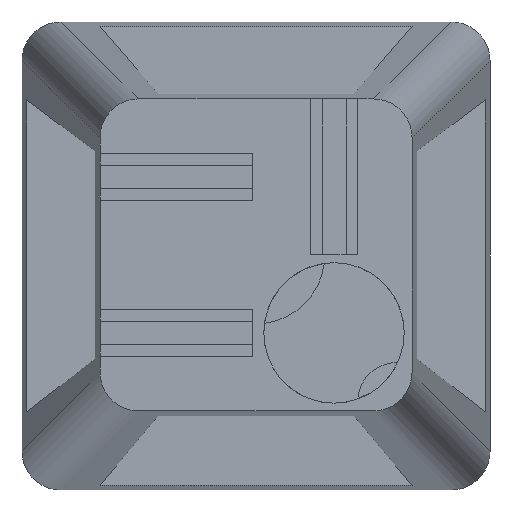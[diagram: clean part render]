
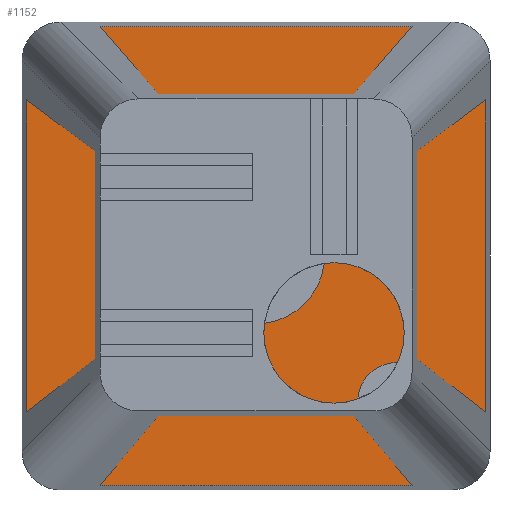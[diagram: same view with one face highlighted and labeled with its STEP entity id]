
A CAD part, top view. The second image highlights one B-rep face of the part: STEP entity #1152.
In plain terms, the highlighted planar face has unit normal (0, 0, 1).
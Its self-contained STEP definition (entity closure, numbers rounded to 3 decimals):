
#19=FACE_BOUND('',#142,.T.);
#81=FACE_OUTER_BOUND('',#141,.T.);
#141=EDGE_LOOP('',(#990,#991,#992,#993,#994,#995,#996,#997,#998,#999,#1000,
#1001,#1002,#1003,#1004,#1005));
#142=EDGE_LOOP('',(#1006));
#164=CIRCLE('',#1196,5.);
#175=ELLIPSE('',#1227,5.051,5.);
#176=ELLIPSE('',#1230,5.051,5.);
#177=ELLIPSE('',#1233,5.051,5.);
#178=ELLIPSE('',#1236,5.051,5.);
#186=LINE('',#1639,#320);
#268=LINE('',#1823,#402);
#273=LINE('',#1834,#407);
#276=LINE('',#1843,#410);
#280=LINE('',#1852,#414);
#286=LINE('',#1864,#420);
#292=LINE('',#1879,#426);
#295=LINE('',#1887,#429);
#298=LINE('',#1892,#432);
#299=LINE('',#1894,#433);
#300=LINE('',#1897,#434);
#302=LINE('',#1900,#436);
#320=VECTOR('',#1305,10.);
#402=VECTOR('',#1455,10.);
#407=VECTOR('',#1466,10.);
#410=VECTOR('',#1475,10.);
#414=VECTOR('',#1485,10.);
#420=VECTOR('',#1497,10.);
#426=VECTOR('',#1513,10.);
#429=VECTOR('',#1522,10.);
#432=VECTOR('',#1527,10.);
#433=VECTOR('',#1530,10.);
#434=VECTOR('',#1533,10.);
#436=VECTOR('',#1537,10.);
#465=VERTEX_POINT('',#1636);
#466=VERTEX_POINT('',#1638);
#468=VERTEX_POINT('',#1644);
#532=VERTEX_POINT('',#1816);
#533=VERTEX_POINT('',#1817);
#534=VERTEX_POINT('',#1822);
#535=VERTEX_POINT('',#1826);
#536=VERTEX_POINT('',#1828);
#537=VERTEX_POINT('',#1832);
#538=VERTEX_POINT('',#1836);
#539=VERTEX_POINT('',#1837);
#540=VERTEX_POINT('',#1842);
#541=VERTEX_POINT('',#1846);
#542=VERTEX_POINT('',#1850);
#551=VERTEX_POINT('',#1886);
#552=VERTEX_POINT('',#1890);
#553=VERTEX_POINT('',#1896);
#580=EDGE_CURVE('',#465,#466,#186,.T.);
#584=EDGE_CURVE('',#468,#468,#164,.T.);
#668=EDGE_CURVE('',#532,#533,#175,.F.);
#671=EDGE_CURVE('',#533,#534,#268,.T.);
#674=EDGE_CURVE('',#535,#536,#176,.F.);
#677=EDGE_CURVE('',#535,#537,#273,.T.);
#678=EDGE_CURVE('',#538,#539,#177,.F.);
#681=EDGE_CURVE('',#539,#540,#276,.T.);
#684=EDGE_CURVE('',#541,#465,#178,.F.);
#686=EDGE_CURVE('',#541,#542,#280,.T.);
#693=EDGE_CURVE('',#540,#537,#286,.T.);
#701=EDGE_CURVE('',#534,#542,#292,.T.);
#705=EDGE_CURVE('',#466,#551,#295,.T.);
#708=EDGE_CURVE('',#552,#532,#298,.T.);
#709=EDGE_CURVE('',#551,#538,#299,.T.);
#710=EDGE_CURVE('',#536,#553,#300,.T.);
#712=EDGE_CURVE('',#553,#552,#302,.T.);
#990=ORIENTED_EDGE('',*,*,#712,.F.);
#991=ORIENTED_EDGE('',*,*,#710,.F.);
#992=ORIENTED_EDGE('',*,*,#674,.F.);
#993=ORIENTED_EDGE('',*,*,#677,.T.);
#994=ORIENTED_EDGE('',*,*,#693,.F.);
#995=ORIENTED_EDGE('',*,*,#681,.F.);
#996=ORIENTED_EDGE('',*,*,#678,.F.);
#997=ORIENTED_EDGE('',*,*,#709,.F.);
#998=ORIENTED_EDGE('',*,*,#705,.F.);
#999=ORIENTED_EDGE('',*,*,#580,.F.);
#1000=ORIENTED_EDGE('',*,*,#684,.F.);
#1001=ORIENTED_EDGE('',*,*,#686,.T.);
#1002=ORIENTED_EDGE('',*,*,#701,.F.);
#1003=ORIENTED_EDGE('',*,*,#671,.F.);
#1004=ORIENTED_EDGE('',*,*,#668,.F.);
#1005=ORIENTED_EDGE('',*,*,#708,.F.);
#1006=ORIENTED_EDGE('',*,*,#584,.T.);
#1096=PLANE('',#1252);
#1152=ADVANCED_FACE('',(#81,#19),#1096,.F.);
#1196=AXIS2_PLACEMENT_3D('',#1646,#1311,#1312);
#1227=AXIS2_PLACEMENT_3D('',#1818,#1449,#1450);
#1230=AXIS2_PLACEMENT_3D('',#1829,#1460,#1461);
#1233=AXIS2_PLACEMENT_3D('',#1838,#1469,#1470);
#1236=AXIS2_PLACEMENT_3D('',#1848,#1480,#1481);
#1252=AXIS2_PLACEMENT_3D('',#1899,#1535,#1536);
#1305=DIRECTION('',(0.,-1.,0.));
#1311=DIRECTION('center_axis',(0.,0.,-1.));
#1312=DIRECTION('ref_axis',(1.,0.,0.));
#1449=DIRECTION('center_axis',(0.,0.,-1.));
#1450=DIRECTION('ref_axis',(-0.746,-0.666,0.));
#1455=DIRECTION('',(1.,0.,0.));
#1460=DIRECTION('center_axis',(0.,0.,-1.));
#1461=DIRECTION('ref_axis',(0.746,-0.666,0.));
#1466=DIRECTION('',(-1.,0.,0.));
#1469=DIRECTION('center_axis',(0.,0.,-1.));
#1470=DIRECTION('ref_axis',(0.746,0.666,0.));
#1475=DIRECTION('',(-1.,0.,0.));
#1480=DIRECTION('center_axis',(0.,0.,-1.));
#1481=DIRECTION('ref_axis',(-0.746,0.666,0.));
#1485=DIRECTION('',(1.,0.,0.));
#1497=DIRECTION('',(0.,1.,0.));
#1513=DIRECTION('',(0.,-1.,0.));
#1522=DIRECTION('',(-1.,0.,0.));
#1527=DIRECTION('',(0.,-1.,0.));
#1530=DIRECTION('',(0.,1.,0.));
#1533=DIRECTION('',(0.,1.,0.));
#1535=DIRECTION('center_axis',(0.,0.,-1.));
#1536=DIRECTION('ref_axis',(-1.,0.,0.));
#1537=DIRECTION('',(1.,0.,0.));
#1636=CARTESIAN_POINT('',(20.,-24.972,5.));
#1638=CARTESIAN_POINT('',(20.,-29.375,5.));
#1639=CARTESIAN_POINT('',(20.,0.,5.));
#1644=CARTESIAN_POINT('',(-5.,0.,5.));
#1646=CARTESIAN_POINT('Origin',(0.,0.,5.));
#1816=CARTESIAN_POINT('',(20.,24.972,5.));
#1817=CARTESIAN_POINT('',(24.978,20.,5.));
#1818=CARTESIAN_POINT('Origin',(25.029,25.023,5.));
#1822=CARTESIAN_POINT('',(29.375,20.,5.));
#1823=CARTESIAN_POINT('',(0.,20.,5.));
#1826=CARTESIAN_POINT('',(-24.978,20.,5.));
#1828=CARTESIAN_POINT('',(-20.,24.972,5.));
#1829=CARTESIAN_POINT('Origin',(-25.029,25.023,5.));
#1832=CARTESIAN_POINT('',(-29.375,20.,5.));
#1834=CARTESIAN_POINT('',(0.,20.,5.));
#1836=CARTESIAN_POINT('',(-20.,-24.972,5.));
#1837=CARTESIAN_POINT('',(-24.978,-20.,5.));
#1838=CARTESIAN_POINT('Origin',(-25.029,-25.023,5.));
#1842=CARTESIAN_POINT('',(-29.375,-20.,5.));
#1843=CARTESIAN_POINT('',(0.,-20.,5.));
#1846=CARTESIAN_POINT('',(24.978,-20.,5.));
#1848=CARTESIAN_POINT('Origin',(25.029,-25.023,5.));
#1850=CARTESIAN_POINT('',(29.375,-20.,5.));
#1852=CARTESIAN_POINT('',(0.,-20.,5.));
#1864=CARTESIAN_POINT('',(-29.375,25.,5.));
#1879=CARTESIAN_POINT('',(29.375,-25.,5.));
#1886=CARTESIAN_POINT('',(-20.,-29.375,5.));
#1887=CARTESIAN_POINT('',(-5.,-29.375,5.));
#1890=CARTESIAN_POINT('',(20.,29.375,5.));
#1892=CARTESIAN_POINT('',(20.,0.,5.));
#1894=CARTESIAN_POINT('',(-20.,0.,5.));
#1896=CARTESIAN_POINT('',(-20.,29.375,5.));
#1897=CARTESIAN_POINT('',(-20.,0.,5.));
#1899=CARTESIAN_POINT('Origin',(20.,0.,5.));
#1900=CARTESIAN_POINT('',(25.,29.375,5.));
